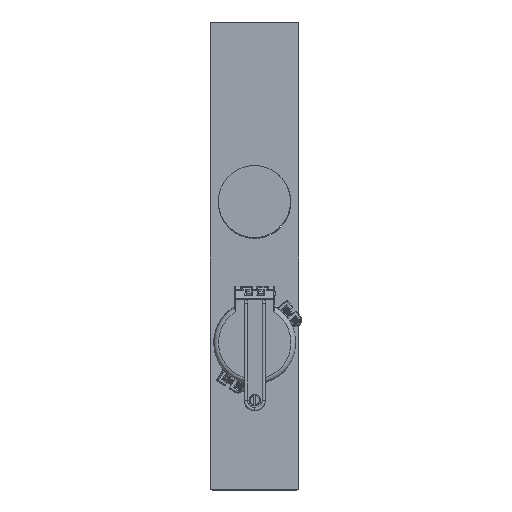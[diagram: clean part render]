
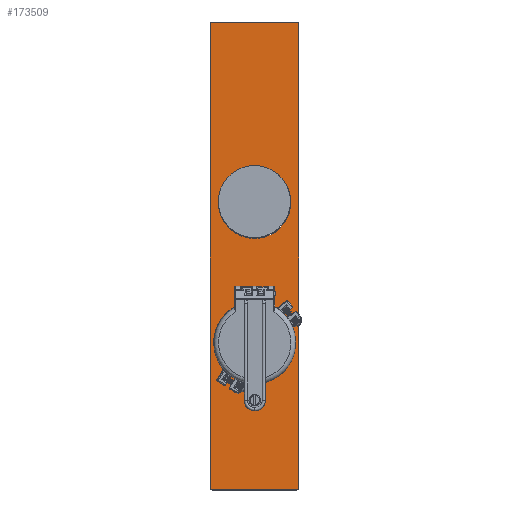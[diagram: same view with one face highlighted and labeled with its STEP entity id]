
A CAD part, top view. The second image highlights one B-rep face of the part: STEP entity #173509.
In plain terms, the highlighted planar face has unit normal (0, 0, 1).
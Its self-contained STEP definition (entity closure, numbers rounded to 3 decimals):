
#290 = CARTESIAN_POINT ( 'NONE',  ( -48.706, -22.592, 1.524 ) ) ;
#1168 = CARTESIAN_POINT ( 'NONE',  ( -48.706, -22.592, 1.524 ) ) ;
#1664 = VERTEX_POINT ( 'NONE', #31387 ) ;
#8338 = CARTESIAN_POINT ( 'NONE',  ( -25.783, 131.713, 1.524 ) ) ;
#9356 = CARTESIAN_POINT ( 'NONE',  ( -9.337, 14.238, 1.524 ) ) ;
#11222 = EDGE_CURVE ( 'NONE', #75289, #23622, #75781, .T. ) ;
#12652 = VERTEX_POINT ( 'NONE', #76490 ) ;
#12692 = CARTESIAN_POINT ( 'NONE',  ( -72.837, 129.746, 1.524 ) ) ;
#13689 = VERTEX_POINT ( 'NONE', #100549 ) ;
#13924 = FACE_BOUND ( 'NONE', #67652, .T. ) ;
#15310 = CARTESIAN_POINT ( 'NONE',  ( -71.63, -122.286, 1.524 ) ) ;
#18267 = LINE ( 'NONE', #52926, #85530 ) ;
#18833 = CARTESIAN_POINT ( 'NONE',  ( -48.706, 53.608, 1.524 ) ) ;
#19415 = CARTESIAN_POINT ( 'NONE',  ( -88.076, 14.239, 1.524 ) ) ;
#21058 = EDGE_CURVE ( 'NONE', #52190, #1664, #77668, .T. ) ;
#22753 = DIRECTION ( 'NONE',  ( 1., 0., 0. ) ) ;
#23622 = VERTEX_POINT ( 'NONE', #140549 ) ;
#23885 = VERTEX_POINT ( 'NONE', #92960 ) ;
#26239 = B_SPLINE_CURVE_WITH_KNOTS ( 'NONE', 3,
 ( #76760, #45123, #93224, #12692 ),
 .UNSPECIFIED., .F., .F.,
 ( 4, 4 ),
 ( 0.778, 1. ),
 .UNSPECIFIED. ) ;
#27221 = CARTESIAN_POINT ( 'NONE',  ( -48.706, -61.962, 1.524 ) ) ;
#29084 = ORIENTED_EDGE ( 'NONE', *, *, #82247, .T. ) ;
#29498 = VECTOR ( 'NONE', #125858, 1000. ) ;
#31387 = CARTESIAN_POINT ( 'NONE',  ( -25.783, 131.713, 1.524 ) ) ;
#31860 = CARTESIAN_POINT ( 'NONE',  ( -72.837, -120.319, 1.524 ) ) ;
#32689 = B_SPLINE_CURVE_WITH_KNOTS ( 'NONE', 3,
 ( #96758, #83234, #123717, #43274 ),
 .UNSPECIFIED., .F., .F.,
 ( 4, 4 ),
 ( 0.556, 0.667 ),
 .UNSPECIFIED. ) ;
#38603 = CARTESIAN_POINT ( 'NONE',  ( -25.119, -122.286, 1.524 ) ) ;
#41826 = LINE ( 'NONE', #140785, #104946 ) ;
#43274 = CARTESIAN_POINT ( 'NONE',  ( -71.63, -122.286, 1.524 ) ) ;
#43775 = LINE ( 'NONE', #97904, #66820 ) ;
#45123 = CARTESIAN_POINT ( 'NONE',  ( -72.294, 131.713, 1.524 ) ) ;
#49639 = FACE_OUTER_BOUND ( 'NONE', #136653, .T. ) ;
#49799 = CARTESIAN_POINT ( 'NONE',  ( -9.337, 53.608, 1.524 ) ) ;
#52074 = CARTESIAN_POINT ( 'NONE',  ( -24.577, -120.319, 1.524 ) ) ;
#52190 = VERTEX_POINT ( 'NONE', #133525 ) ;
#52392 = CARTESIAN_POINT ( 'NONE',  ( -24.577, -120.319, 1.524 ) ) ;
#52926 = CARTESIAN_POINT ( 'NONE',  ( -71.63, 131.713, 1.524 ) ) ;
#53367 = CARTESIAN_POINT ( 'NONE',  ( -9.337, -61.962, 1.524 ) ) ;
#53760 = DIRECTION ( 'NONE',  ( 0., 0., 1. ) ) ;
#54345 = PLANE ( 'NONE',  #157561 ) ;
#56717 = EDGE_CURVE ( 'NONE', #1664, #144682, #18267, .T. ) ;
#60986 = LINE ( 'NONE', #31860, #29498 ) ;
#61708 = CARTESIAN_POINT ( 'NONE',  ( -24.577, 129.746, 1.524 ) ) ;
#62578 = ORIENTED_EDGE ( 'NONE', *, *, #139006, .T. ) ;
#64588 = EDGE_CURVE ( 'NONE', #13689, #23885, #60986, .T. ) ;
#65276 = DIRECTION ( 'NONE',  ( -1., 0., 0. ) ) ;
#66820 = VECTOR ( 'NONE', #111328, 1000. ) ;
#67652 = EDGE_LOOP ( 'NONE', ( #168203, #117851 ) ) ;
#67868 = DIRECTION ( 'NONE',  ( 1., 0., 0. ) ) ;
#74947 = EDGE_CURVE ( 'NONE', #159832, #101656, #75184, .T. ) ;
#75184 = B_SPLINE_CURVE_WITH_KNOTS ( 'NONE', 3,
 ( #132551, #38603, #119102, #52074 ),
 .UNSPECIFIED., .F., .F.,
 ( 4, 4 ),
 ( 0.333, 0.444 ),
 .UNSPECIFIED. ) ;
#75271 = CARTESIAN_POINT ( 'NONE',  ( -24.577, 130.828, 1.524 ) ) ;
#75289 = VERTEX_POINT ( 'NONE', #93139 ) ;
#75365 = EDGE_CURVE ( 'NONE', #23622, #75289, #124555, .T. ) ;
#75781 =( BOUNDED_CURVE ( )  B_SPLINE_CURVE ( 3, ( #162025, #53367, #148467, #1168 ),
 .UNSPECIFIED., .F., .F. ) 
 B_SPLINE_CURVE_WITH_KNOTS ( ( 4, 4 ),
 ( 3.142, 6.283 ),
 .UNSPECIFIED. ) 
 CURVE ( )  GEOMETRIC_REPRESENTATION_ITEM ( )  RATIONAL_B_SPLINE_CURVE ( ( 1., 0.333, 0.333, 1. ) ) 
 REPRESENTATION_ITEM ( '' )  );
#76490 = CARTESIAN_POINT ( 'NONE',  ( -48.706, 14.238, 1.524 ) ) ;
#76760 = CARTESIAN_POINT ( 'NONE',  ( -71.63, 131.713, 1.524 ) ) ;
#77668 = B_SPLINE_CURVE_WITH_KNOTS ( 'NONE', 3,
 ( #61708, #75271, #88836, #8338 ),
 .UNSPECIFIED., .F., .F.,
 ( 4, 4 ),
 ( 0.111, 0.222 ),
 .UNSPECIFIED. ) ;
#82247 = EDGE_CURVE ( 'NONE', #101656, #52190, #43775, .T. ) ;
#83196 = EDGE_CURVE ( 'NONE', #144682, #13689, #26239, .T. ) ;
#83234 = CARTESIAN_POINT ( 'NONE',  ( -72.837, -121.401, 1.524 ) ) ;
#85443 = FACE_BOUND ( 'NONE', #110226, .T. ) ;
#85530 = VECTOR ( 'NONE', #65276, 1000. ) ;
#88836 = CARTESIAN_POINT ( 'NONE',  ( -25.119, 131.713, 1.524 ) ) ;
#90797 = ORIENTED_EDGE ( 'NONE', *, *, #75365, .F. ) ;
#92960 = CARTESIAN_POINT ( 'NONE',  ( -72.837, -120.319, 1.524 ) ) ;
#93139 = CARTESIAN_POINT ( 'NONE',  ( -48.706, -61.962, 1.524 ) ) ;
#93224 = CARTESIAN_POINT ( 'NONE',  ( -72.837, 130.828, 1.524 ) ) ;
#94282 = CARTESIAN_POINT ( 'NONE',  ( -88.076, -22.592, 1.524 ) ) ;
#96758 = CARTESIAN_POINT ( 'NONE',  ( -72.837, -120.319, 1.524 ) ) ;
#97904 = CARTESIAN_POINT ( 'NONE',  ( -24.577, 129.746, 1.524 ) ) ;
#99402 = EDGE_CURVE ( 'NONE', #12652, #145121, #133997, .T. ) ;
#100549 = CARTESIAN_POINT ( 'NONE',  ( -72.837, 129.746, 1.524 ) ) ;
#101656 = VERTEX_POINT ( 'NONE', #52392 ) ;
#102529 = EDGE_CURVE ( 'NONE', #135084, #159832, #41826, .T. ) ;
#104946 = VECTOR ( 'NONE', #22753, 1000. ) ;
#107792 = CARTESIAN_POINT ( 'NONE',  ( -88.076, -61.962, 1.524 ) ) ;
#108231 = ORIENTED_EDGE ( 'NONE', *, *, #64588, .T. ) ;
#110226 = EDGE_LOOP ( 'NONE', ( #90797, #112422 ) ) ;
#111328 = DIRECTION ( 'NONE',  ( 0., 1., 0. ) ) ;
#112422 = ORIENTED_EDGE ( 'NONE', *, *, #11222, .F. ) ;
#113345 = CARTESIAN_POINT ( 'NONE',  ( -48.706, 14.238, 1.524 ) ) ;
#115230 = ORIENTED_EDGE ( 'NONE', *, *, #74947, .T. ) ;
#117851 = ORIENTED_EDGE ( 'NONE', *, *, #99402, .F. ) ;
#119102 = CARTESIAN_POINT ( 'NONE',  ( -24.577, -121.401, 1.524 ) ) ;
#121272 = CARTESIAN_POINT ( 'NONE',  ( -48.706, 53.608, 1.524 ) ) ;
#121338 = CARTESIAN_POINT ( 'NONE',  ( -72.482, 131.136, 1.524 ) ) ;
#123717 = CARTESIAN_POINT ( 'NONE',  ( -72.294, -122.286, 1.524 ) ) ;
#124555 =( BOUNDED_CURVE ( )  B_SPLINE_CURVE ( 3, ( #290, #94282, #107792, #27221 ),
 .UNSPECIFIED., .F., .F. ) 
 B_SPLINE_CURVE_WITH_KNOTS ( ( 4, 4 ),
 ( 0., 3.142 ),
 .UNSPECIFIED. ) 
 CURVE ( )  GEOMETRIC_REPRESENTATION_ITEM ( )  RATIONAL_B_SPLINE_CURVE ( ( 1., 0.333, 0.333, 1. ) ) 
 REPRESENTATION_ITEM ( '' )  );
#125858 = DIRECTION ( 'NONE',  ( 0., -1., 0. ) ) ;
#127492 = ORIENTED_EDGE ( 'NONE', *, *, #102529, .T. ) ;
#132551 = CARTESIAN_POINT ( 'NONE',  ( -25.783, -122.286, 1.524 ) ) ;
#133525 = CARTESIAN_POINT ( 'NONE',  ( -24.577, 129.746, 1.524 ) ) ;
#133997 =( BOUNDED_CURVE ( )  B_SPLINE_CURVE ( 3, ( #170220, #9356, #49799, #143803 ),
 .UNSPECIFIED., .F., .F. ) 
 B_SPLINE_CURVE_WITH_KNOTS ( ( 4, 4 ),
 ( 3.142, 6.283 ),
 .UNSPECIFIED. ) 
 CURVE ( )  GEOMETRIC_REPRESENTATION_ITEM ( )  RATIONAL_B_SPLINE_CURVE ( ( 1., 0.333, 0.333, 1. ) ) 
 REPRESENTATION_ITEM ( '' )  );
#135084 = VERTEX_POINT ( 'NONE', #15310 ) ;
#136653 = EDGE_LOOP ( 'NONE', ( #157795, #108231, #62578, #127492, #115230, #29084, #170231, #168242 ) ) ;
#138272 = CARTESIAN_POINT ( 'NONE',  ( -71.63, 131.713, 1.524 ) ) ;
#139006 = EDGE_CURVE ( 'NONE', #23885, #135084, #32689, .T. ) ;
#139902 = EDGE_CURVE ( 'NONE', #145121, #12652, #147714, .T. ) ;
#140549 = CARTESIAN_POINT ( 'NONE',  ( -48.706, -22.592, 1.524 ) ) ;
#140785 = CARTESIAN_POINT ( 'NONE',  ( -25.783, -122.286, 1.524 ) ) ;
#140994 = CARTESIAN_POINT ( 'NONE',  ( -25.783, -122.286, 1.524 ) ) ;
#143803 = CARTESIAN_POINT ( 'NONE',  ( -48.706, 53.608, 1.524 ) ) ;
#144682 = VERTEX_POINT ( 'NONE', #138272 ) ;
#145121 = VERTEX_POINT ( 'NONE', #121272 ) ;
#147714 =( BOUNDED_CURVE ( )  B_SPLINE_CURVE ( 3, ( #18833, #153252, #19415, #113345 ),
 .UNSPECIFIED., .F., .F. ) 
 B_SPLINE_CURVE_WITH_KNOTS ( ( 4, 4 ),
 ( 0., 3.142 ),
 .UNSPECIFIED. ) 
 CURVE ( )  GEOMETRIC_REPRESENTATION_ITEM ( )  RATIONAL_B_SPLINE_CURVE ( ( 1., 0.333, 0.333, 1. ) ) 
 REPRESENTATION_ITEM ( '' )  );
#148467 = CARTESIAN_POINT ( 'NONE',  ( -9.337, -22.592, 1.524 ) ) ;
#153252 = CARTESIAN_POINT ( 'NONE',  ( -88.076, 53.608, 1.524 ) ) ;
#157561 = AXIS2_PLACEMENT_3D ( 'NONE', #121338, #53760, #67868 ) ;
#157795 = ORIENTED_EDGE ( 'NONE', *, *, #83196, .T. ) ;
#159832 = VERTEX_POINT ( 'NONE', #140994 ) ;
#162025 = CARTESIAN_POINT ( 'NONE',  ( -48.706, -61.962, 1.524 ) ) ;
#168203 = ORIENTED_EDGE ( 'NONE', *, *, #139902, .F. ) ;
#168242 = ORIENTED_EDGE ( 'NONE', *, *, #56717, .T. ) ;
#170220 = CARTESIAN_POINT ( 'NONE',  ( -48.706, 14.238, 1.524 ) ) ;
#170231 = ORIENTED_EDGE ( 'NONE', *, *, #21058, .T. ) ;
#173509 = ADVANCED_FACE ( 'NONE', ( #13924, #49639, #85443 ), #54345, .T. ) ;
